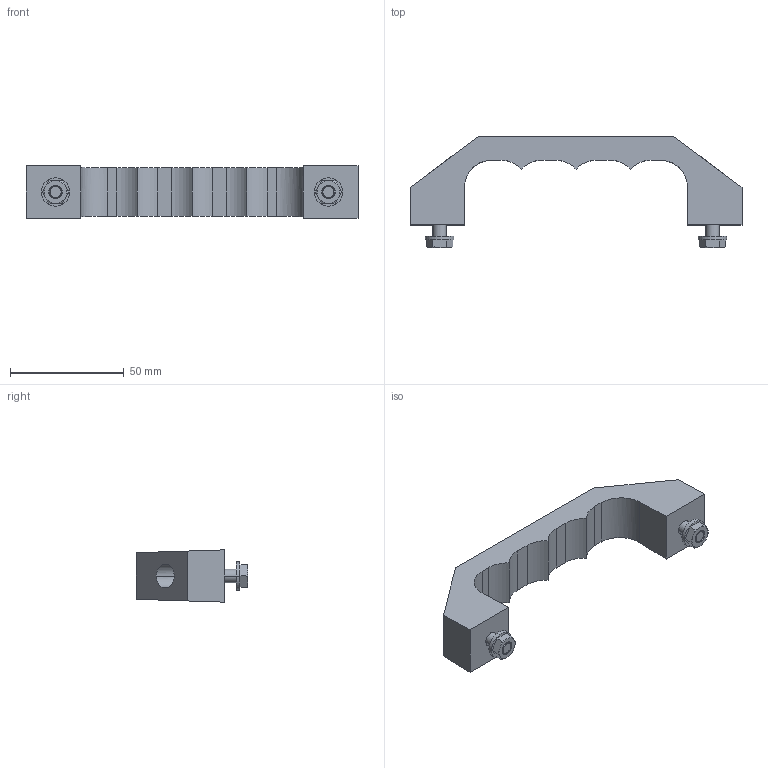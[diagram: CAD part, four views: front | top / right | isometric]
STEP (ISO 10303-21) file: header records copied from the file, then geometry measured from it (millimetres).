
FILE_DESCRIPTION(/* description */ ('Alibre Inc.'),/* implementation_level */ '2;1');
FILE_NAME(/* name */ 'export0',/* time_stamp */ '2012-10-15T13:14:16+02:00',/* author */ (''),/* organization */ (''),/* preprocessor_version */ 'ST-DEVELOPER v14',/* originating_system */ 'Alibre',/* authorisation */ '');
FILE_SCHEMA (('CONFIG_CONTROL_DESIGN'));
Length unit declared in the file: millimetre
Products named in the file (1): ID_1
Bounding box: 146 x 49 x 23 mm (x, y, z)
Volume: 50690.3 mm3; surface area: 16476.8 mm2
Topology: 1 solids, 1 shells, 117 faces, 267 edges, 170 vertices
Faces by surface type: plane 57, cylinder 32, cone 12, revolution 12, torus 4
Entity records: 3671 total; most frequent: CARTESIAN_POINT 1038, ORIENTED_EDGE 534, DIRECTION 466, EDGE_CURVE 267, AXIS2_PLACEMENT_3D 185, VERTEX_POINT 170, VECTOR 143, LINE 143
